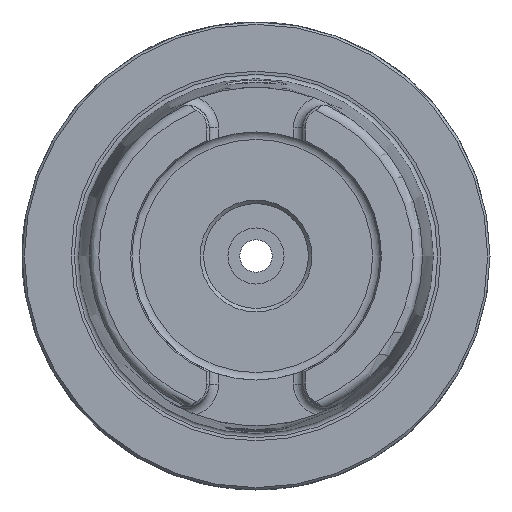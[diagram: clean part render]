
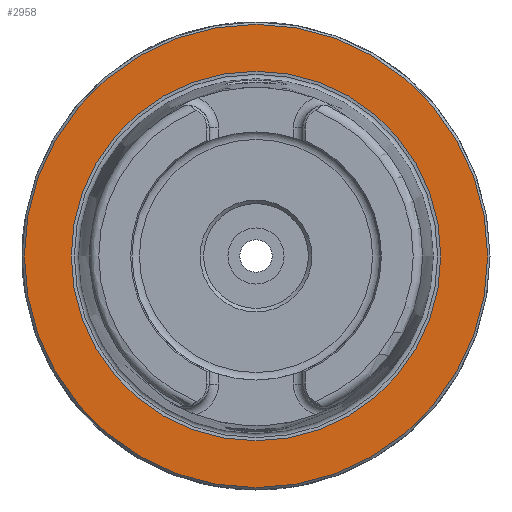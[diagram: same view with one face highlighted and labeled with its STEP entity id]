
A CAD part, left-side view. The second image highlights one B-rep face of the part: STEP entity #2958.
In plain terms, the highlighted planar face has unit normal (-1, 0, 0).
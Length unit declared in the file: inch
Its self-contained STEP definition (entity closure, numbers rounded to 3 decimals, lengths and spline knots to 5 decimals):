
#129=FACE_BOUND('',#516,.T.);
#242=PLANE('',#3204);
#347=FACE_OUTER_BOUND('',#515,.T.);
#515=EDGE_LOOP('',(#2295));
#516=EDGE_LOOP('',(#2296,#2297));
#978=CIRCLE('',#3203,1.94882);
#979=CIRCLE('',#3205,1.55442);
#980=CIRCLE('',#3206,1.55442);
#1276=VERTEX_POINT('',#6164);
#1277=VERTEX_POINT('',#6168);
#1278=VERTEX_POINT('',#6169);
#1648=EDGE_CURVE('',#1276,#1276,#978,.T.);
#1649=EDGE_CURVE('',#1277,#1278,#979,.T.);
#1650=EDGE_CURVE('',#1278,#1277,#980,.T.);
#2295=ORIENTED_EDGE('',*,*,#1648,.F.);
#2296=ORIENTED_EDGE('',*,*,#1649,.T.);
#2297=ORIENTED_EDGE('',*,*,#1650,.T.);
#2958=ADVANCED_FACE('',(#347,#129),#242,.T.);
#3203=AXIS2_PLACEMENT_3D('',#6166,#3770,#3771);
#3204=AXIS2_PLACEMENT_3D('',#6167,#3772,#3773);
#3205=AXIS2_PLACEMENT_3D('',#6170,#3774,#3775);
#3206=AXIS2_PLACEMENT_3D('',#6171,#3776,#3777);
#3770=DIRECTION('center_axis',(1.,0.,0.));
#3771=DIRECTION('ref_axis',(0.,-1.,0.));
#3772=DIRECTION('center_axis',(-1.,0.,0.));
#3773=DIRECTION('ref_axis',(0.,0.,1.));
#3774=DIRECTION('center_axis',(1.,0.,0.));
#3775=DIRECTION('ref_axis',(0.,1.,0.));
#3776=DIRECTION('center_axis',(1.,0.,0.));
#3777=DIRECTION('ref_axis',(0.,1.,0.));
#6164=CARTESIAN_POINT('',(0.,1.94882,0.));
#6166=CARTESIAN_POINT('Origin',(0.,0.,0.));
#6167=CARTESIAN_POINT('Origin',(0.,0.98425,0.));
#6168=CARTESIAN_POINT('',(0.,1.55442,0.));
#6169=CARTESIAN_POINT('',(0.,-1.55442,0.));
#6170=CARTESIAN_POINT('Origin',(0.,0.,0.));
#6171=CARTESIAN_POINT('Origin',(0.,0.,0.));
